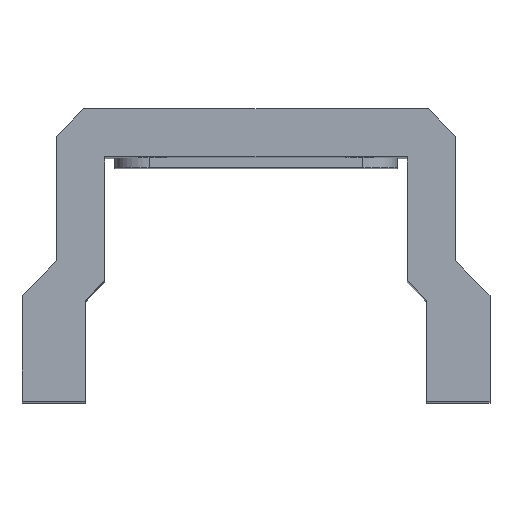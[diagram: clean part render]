
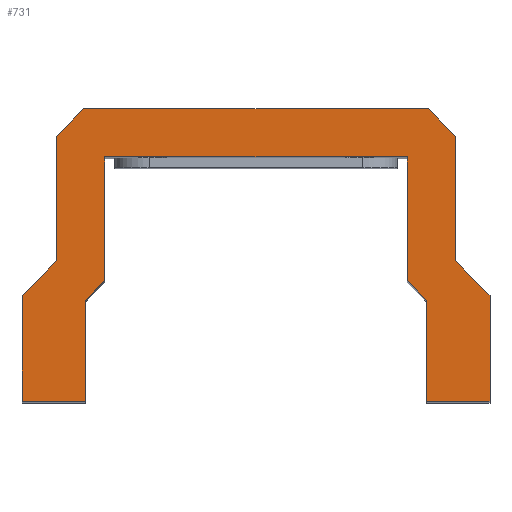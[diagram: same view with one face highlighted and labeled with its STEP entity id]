
A CAD part, top view. The second image highlights one B-rep face of the part: STEP entity #731.
In plain terms, the highlighted planar face has unit normal (0, 0, 1).
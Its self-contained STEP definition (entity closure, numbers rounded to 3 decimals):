
#36=LINE('',#1091,#106);
#40=LINE('',#1100,#110);
#43=LINE('',#1106,#113);
#46=LINE('',#1112,#116);
#49=LINE('',#1118,#119);
#52=LINE('',#1124,#122);
#55=LINE('',#1130,#125);
#58=LINE('',#1136,#128);
#71=LINE('',#1162,#141);
#74=LINE('',#1168,#144);
#76=LINE('',#1172,#146);
#78=LINE('',#1176,#148);
#80=LINE('',#1180,#150);
#82=LINE('',#1184,#152);
#84=LINE('',#1188,#154);
#86=LINE('',#1192,#156);
#88=LINE('',#1196,#158);
#89=LINE('',#1198,#159);
#106=VECTOR('',#908,1000.);
#110=VECTOR('',#914,1000.);
#113=VECTOR('',#919,1000.);
#116=VECTOR('',#924,1000.);
#119=VECTOR('',#929,1000.);
#122=VECTOR('',#934,1000.);
#125=VECTOR('',#939,1000.);
#128=VECTOR('',#944,1000.);
#141=VECTOR('',#961,1000.);
#144=VECTOR('',#966,1000.);
#146=VECTOR('',#970,1000.);
#148=VECTOR('',#974,1000.);
#150=VECTOR('',#978,1000.);
#152=VECTOR('',#982,1000.);
#154=VECTOR('',#986,1000.);
#156=VECTOR('',#990,1000.);
#158=VECTOR('',#994,1000.);
#159=VECTOR('',#997,1000.);
#184=PLANE('',#805);
#355=ORIENTED_EDGE('',*,*,#448,.F.);
#356=ORIENTED_EDGE('',*,*,#466,.F.);
#357=ORIENTED_EDGE('',*,*,#413,.T.);
#358=ORIENTED_EDGE('',*,*,#417,.T.);
#359=ORIENTED_EDGE('',*,*,#420,.T.);
#360=ORIENTED_EDGE('',*,*,#423,.T.);
#361=ORIENTED_EDGE('',*,*,#426,.T.);
#362=ORIENTED_EDGE('',*,*,#429,.T.);
#363=ORIENTED_EDGE('',*,*,#432,.T.);
#364=ORIENTED_EDGE('',*,*,#435,.T.);
#365=ORIENTED_EDGE('',*,*,#465,.T.);
#366=ORIENTED_EDGE('',*,*,#463,.F.);
#367=ORIENTED_EDGE('',*,*,#461,.F.);
#368=ORIENTED_EDGE('',*,*,#459,.F.);
#369=ORIENTED_EDGE('',*,*,#457,.F.);
#370=ORIENTED_EDGE('',*,*,#455,.F.);
#371=ORIENTED_EDGE('',*,*,#453,.F.);
#372=ORIENTED_EDGE('',*,*,#451,.F.);
#413=EDGE_CURVE('',#499,#500,#36,.T.);
#417=EDGE_CURVE('',#500,#503,#40,.T.);
#420=EDGE_CURVE('',#503,#505,#43,.T.);
#423=EDGE_CURVE('',#505,#507,#46,.T.);
#426=EDGE_CURVE('',#507,#509,#49,.T.);
#429=EDGE_CURVE('',#509,#511,#52,.T.);
#432=EDGE_CURVE('',#511,#513,#55,.T.);
#435=EDGE_CURVE('',#513,#515,#58,.T.);
#448=EDGE_CURVE('',#526,#527,#71,.T.);
#451=EDGE_CURVE('',#527,#528,#74,.T.);
#453=EDGE_CURVE('',#528,#529,#76,.T.);
#455=EDGE_CURVE('',#529,#530,#78,.T.);
#457=EDGE_CURVE('',#530,#531,#80,.T.);
#459=EDGE_CURVE('',#531,#532,#82,.T.);
#461=EDGE_CURVE('',#532,#533,#84,.T.);
#463=EDGE_CURVE('',#533,#534,#86,.T.);
#465=EDGE_CURVE('',#515,#534,#88,.T.);
#466=EDGE_CURVE('',#499,#526,#89,.T.);
#499=VERTEX_POINT('',#1092);
#500=VERTEX_POINT('',#1093);
#503=VERTEX_POINT('',#1101);
#505=VERTEX_POINT('',#1107);
#507=VERTEX_POINT('',#1113);
#509=VERTEX_POINT('',#1119);
#511=VERTEX_POINT('',#1125);
#513=VERTEX_POINT('',#1131);
#515=VERTEX_POINT('',#1137);
#526=VERTEX_POINT('',#1163);
#527=VERTEX_POINT('',#1164);
#528=VERTEX_POINT('',#1169);
#529=VERTEX_POINT('',#1173);
#530=VERTEX_POINT('',#1177);
#531=VERTEX_POINT('',#1181);
#532=VERTEX_POINT('',#1185);
#533=VERTEX_POINT('',#1189);
#534=VERTEX_POINT('',#1193);
#620=EDGE_LOOP('',(#355,#356,#357,#358,#359,#360,#361,#362,#363,#364,#365,
#366,#367,#368,#369,#370,#371,#372));
#682=FACE_BOUND('',#620,.T.);
#731=ADVANCED_FACE('',(#682),#184,.T.);
#805=AXIS2_PLACEMENT_3D('',#1199,#998,#999);
#908=DIRECTION('',(-0.707,-0.707,0.));
#914=DIRECTION('',(0.,-1.,0.));
#919=DIRECTION('',(-0.707,-0.707,0.));
#924=DIRECTION('',(0.,-1.,0.));
#929=DIRECTION('',(1.,0.,0.));
#934=DIRECTION('',(0.,1.,0.));
#939=DIRECTION('',(0.707,0.707,0.));
#944=DIRECTION('',(0.,1.,0.));
#961=DIRECTION('',(0.707,-0.707,0.));
#966=DIRECTION('',(0.,-1.,0.));
#970=DIRECTION('',(0.707,-0.707,0.));
#974=DIRECTION('',(0.,-1.,0.));
#978=DIRECTION('',(-1.,0.,0.));
#982=DIRECTION('',(0.,1.,0.));
#986=DIRECTION('',(-0.707,0.707,0.));
#990=DIRECTION('',(0.,1.,0.));
#994=DIRECTION('',(1.,0.,0.));
#997=DIRECTION('',(1.,0.,0.));
#998=DIRECTION('',(0.,0.,1.));
#999=DIRECTION('',(1.,0.,0.));
#1091=CARTESIAN_POINT('',(-25.,0.,80.));
#1092=CARTESIAN_POINT('',(-25.,0.,80.));
#1093=CARTESIAN_POINT('',(-29.,-4.,80.));
#1100=CARTESIAN_POINT('',(-29.,-4.,80.));
#1101=CARTESIAN_POINT('',(-29.,-22.101,80.));
#1106=CARTESIAN_POINT('',(-29.,-22.101,80.));
#1107=CARTESIAN_POINT('',(-34.,-27.101,80.));
#1112=CARTESIAN_POINT('',(-34.,-27.101,80.));
#1113=CARTESIAN_POINT('',(-34.,-42.5,80.));
#1118=CARTESIAN_POINT('',(-34.,-42.5,80.));
#1119=CARTESIAN_POINT('',(-24.8,-42.5,80.));
#1124=CARTESIAN_POINT('',(-24.8,-42.5,80.));
#1125=CARTESIAN_POINT('',(-24.8,-27.8,80.));
#1130=CARTESIAN_POINT('',(-24.8,-27.8,80.));
#1131=CARTESIAN_POINT('',(-22.,-25.,80.));
#1136=CARTESIAN_POINT('',(-22.,-25.,80.));
#1137=CARTESIAN_POINT('',(-22.,-7.,80.));
#1162=CARTESIAN_POINT('',(25.,0.,80.));
#1163=CARTESIAN_POINT('',(25.,0.,80.));
#1164=CARTESIAN_POINT('',(29.,-4.,80.));
#1168=CARTESIAN_POINT('',(29.,-4.,80.));
#1169=CARTESIAN_POINT('',(29.,-22.101,80.));
#1172=CARTESIAN_POINT('',(29.,-22.101,80.));
#1173=CARTESIAN_POINT('',(34.,-27.101,80.));
#1176=CARTESIAN_POINT('',(34.,-27.101,80.));
#1177=CARTESIAN_POINT('',(34.,-42.5,80.));
#1180=CARTESIAN_POINT('',(34.,-42.5,80.));
#1181=CARTESIAN_POINT('',(24.8,-42.5,80.));
#1184=CARTESIAN_POINT('',(24.8,-42.5,80.));
#1185=CARTESIAN_POINT('',(24.8,-27.8,80.));
#1188=CARTESIAN_POINT('',(24.8,-27.8,80.));
#1189=CARTESIAN_POINT('',(22.,-25.,80.));
#1192=CARTESIAN_POINT('',(22.,-25.,80.));
#1193=CARTESIAN_POINT('',(22.,-7.,80.));
#1196=CARTESIAN_POINT('',(-22.,-7.,80.));
#1198=CARTESIAN_POINT('',(-25.,0.,80.));
#1199=CARTESIAN_POINT('',(21.235,-16.676,80.));
